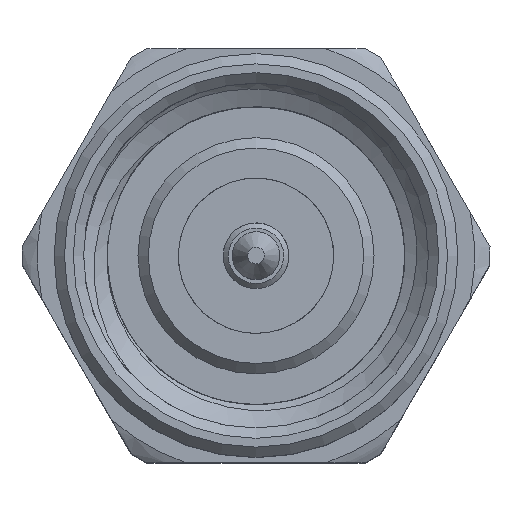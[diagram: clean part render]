
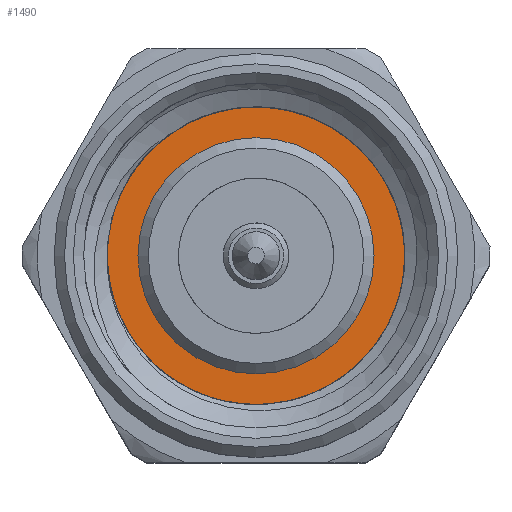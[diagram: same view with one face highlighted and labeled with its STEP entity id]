
A CAD part, top view. The second image highlights one B-rep face of the part: STEP entity #1490.
In plain terms, the highlighted face is planar.
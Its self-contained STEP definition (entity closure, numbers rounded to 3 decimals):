
#225=PLANE('',#1735);
#336=ORIENTED_EDGE('',*,*,#641,.T.);
#337=ORIENTED_EDGE('',*,*,#643,.F.);
#641=EDGE_CURVE('',#809,#809,#947,.T.);
#643=EDGE_CURVE('',#811,#811,#949,.T.);
#809=VERTEX_POINT('',#2483);
#811=VERTEX_POINT('',#2488);
#947=CIRCLE('',#1730,2.25);
#949=CIRCLE('',#1733,3.);
#1075=EDGE_LOOP('',(#336));
#1076=EDGE_LOOP('',(#337));
#1277=FACE_BOUND('',#1075,.T.);
#1278=FACE_BOUND('',#1076,.T.);
#1490=ADVANCED_FACE('',(#1277,#1278),#225,.F.);
#1730=AXIS2_PLACEMENT_3D('',#2482,#2025,#2026);
#1733=AXIS2_PLACEMENT_3D('',#2487,#2031,#2032);
#1735=AXIS2_PLACEMENT_3D('',#2490,#2035,#2036);
#2025=DIRECTION('',(0.,1.,0.));
#2026=DIRECTION('',(1.,0.,0.));
#2031=DIRECTION('',(0.,1.,0.));
#2032=DIRECTION('',(1.,0.,0.));
#2035=DIRECTION('',(0.,1.,0.));
#2036=DIRECTION('',(0.,0.,1.));
#2482=CARTESIAN_POINT('',(0.,0.,0.));
#2483=CARTESIAN_POINT('',(2.25,0.,0.));
#2487=CARTESIAN_POINT('',(0.,0.,0.));
#2488=CARTESIAN_POINT('',(3.,0.,0.));
#2490=CARTESIAN_POINT('',(0.,0.,0.));
